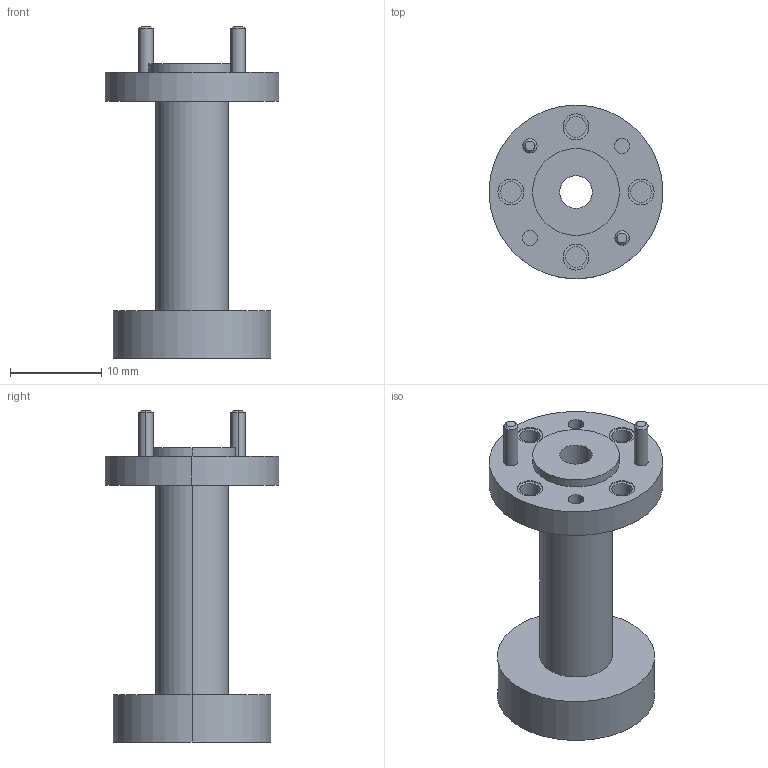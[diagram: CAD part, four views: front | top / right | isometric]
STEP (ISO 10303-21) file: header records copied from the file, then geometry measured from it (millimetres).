
FILE_DESCRIPTION (( 'STEP AP214' ), '1' );
FILE_NAME ('PEWAN1070-FMWAN1070.step', '2021-05-25T15:54:48', ( '' ), ( '' ), 'SwSTEP 2.0', 'SolidWorks 2020', '' );
FILE_SCHEMA (( 'AUTOMOTIVE_DESIGN' ));
Length unit declared in the file: inch
Products named in the file (1): PEWAN1070-FMWAN1070
Bounding box: 19.05 x 19.05 x 36.4 mm (x, y, z)
Volume: 2199.2 mm3; surface area: 3496.1 mm2
Topology: 1 solids, 1 shells, 81 faces, 174 edges, 114 vertices
Faces by surface type: cylinder 54, plane 21, cone 6
Entity records: 2374 total; most frequent: DIRECTION 452, CARTESIAN_POINT 370, ORIENTED_EDGE 348, AXIS2_PLACEMENT_3D 196, EDGE_CURVE 174, VERTEX_POINT 114, CIRCLE 114, EDGE_LOOP 114
